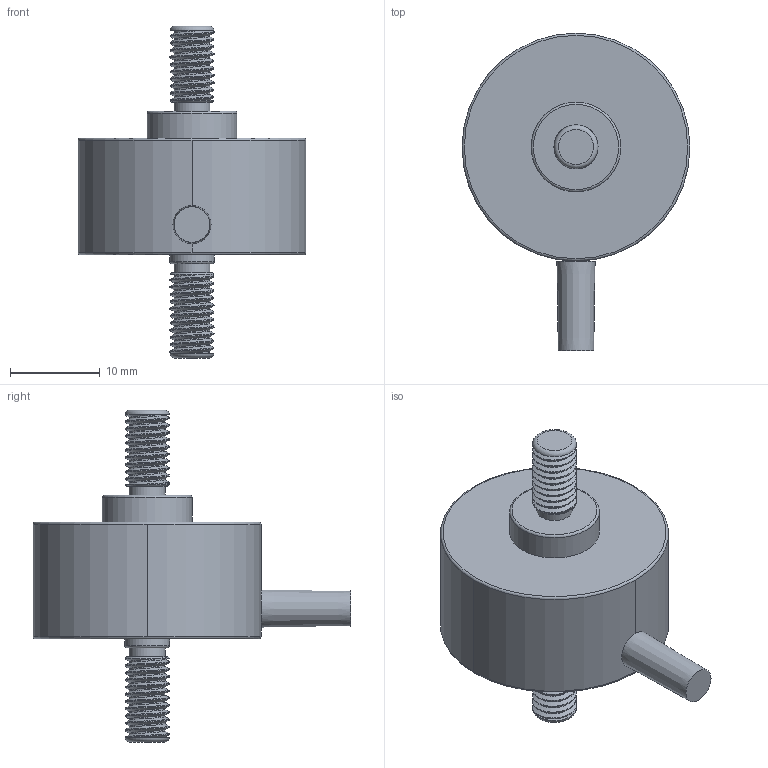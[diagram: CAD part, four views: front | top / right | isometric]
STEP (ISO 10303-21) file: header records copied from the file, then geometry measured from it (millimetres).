
FILE_DESCRIPTION(/* description */ (''),/* implementation_level */ '2;1');
FILE_NAME(/* name */ 'Load_Cell v8.step',/* time_stamp */ '2020-12-02T10:28:42+11:00',/* author */ (''),/* organization */ (''),/* preprocessor_version */ 'ST-DEVELOPER v18.1',/* originating_system */ 'Autodesk Translation Framework v9.3.0.1241',/* authorisation */ '');
FILE_SCHEMA (('AUTOMOTIVE_DESIGN { 1 0 10303 214 3 1 1 }'));
Length unit declared in the file: millimetre
Products named in the file (1): Load_Cell
Bounding box: 25.4 x 35.4 x 37 mm (x, y, z)
Volume: 7278.1 mm3; surface area: 2751.7 mm2
Topology: 2 solids, 2 shells, 80 faces, 202 edges, 132 vertices
Faces by surface type: cylinder 52, plane 15, torus 8, bspline 4, cone 1
Full cylindrical faces by diameter (mm): 3.99 x7, 4 x2, 4.901 x11, 5 x1, 10 x1
Entity records: 5331 total; most frequent: CARTESIAN_POINT 3524, ORIENTED_EDGE 404, DIRECTION 308, EDGE_CURVE 202, VERTEX_POINT 132, AXIS2_PLACEMENT_3D 128, B_SPLINE_CURVE_WITH_KNOTS 99, EDGE_LOOP 86
